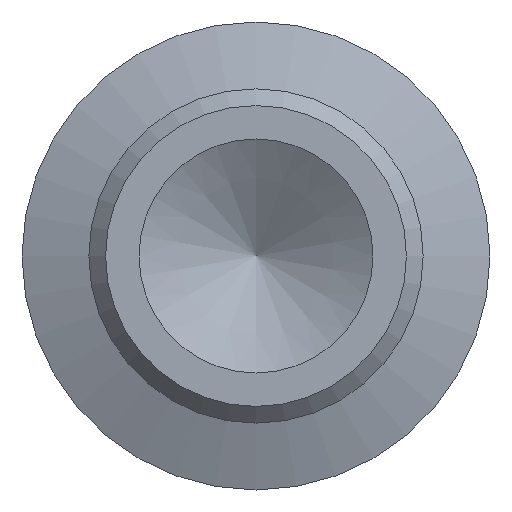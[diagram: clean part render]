
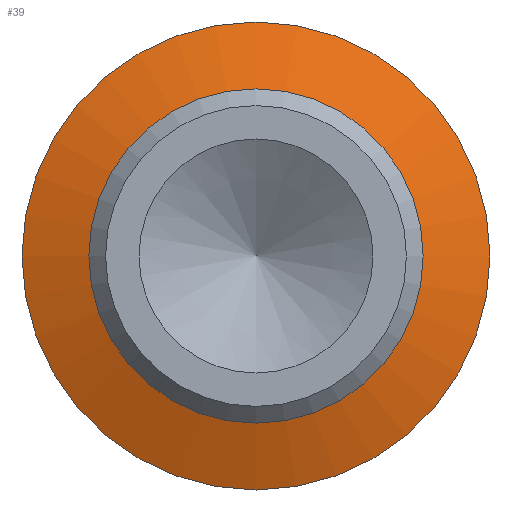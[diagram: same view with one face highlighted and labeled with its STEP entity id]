
A CAD part, front view. The second image highlights one B-rep face of the part: STEP entity #39.
In plain terms, the highlighted conical face has half-angle 70 degrees and reference radius 5 mm.
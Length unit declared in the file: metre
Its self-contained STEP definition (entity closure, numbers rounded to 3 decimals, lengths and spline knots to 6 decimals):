
#39 = ADVANCED_FACE( 'NONE', ( #80, #81 ), #82, .T. );
#80 = FACE_OUTER_BOUND( '', #122, .T. );
#81 = FACE_BOUND( '', #123, .T. );
#82 = CONICAL_SURFACE( '', #124, 0.005, 1.222 );
#122 = EDGE_LOOP( '', ( #164 ) );
#123 = EDGE_LOOP( '', ( #165 ) );
#124 = AXIS2_PLACEMENT_3D( '', #166, #167, #168 );
#164 = ORIENTED_EDGE( '', *, *, #199, .T. );
#165 = ORIENTED_EDGE( '', *, *, #208, .F. );
#166 = CARTESIAN_POINT( '', ( 0., 0.022, 0. ) );
#167 = DIRECTION( '', ( 0., 1., 0. ) );
#168 = DIRECTION( '', ( 0., 0., 1. ) );
#199 = EDGE_CURVE( 'NONE', #217, #217, #218, .T. );
#208 = EDGE_CURVE( 'NONE', #232, #232, #233, .T. );
#217 = VERTEX_POINT( '', #242 );
#218 = CIRCLE( '', #243, 0.007 );
#232 = VERTEX_POINT( '', #257 );
#233 = CIRCLE( '', #258, 0.005 );
#242 = CARTESIAN_POINT( '', ( 0., 0.022728, -0.007 ) );
#243 = AXIS2_PLACEMENT_3D( '', #266, #267, #268 );
#257 = CARTESIAN_POINT( '', ( 0., 0.022, -0.005 ) );
#258 = AXIS2_PLACEMENT_3D( '', #284, #285, #286 );
#266 = CARTESIAN_POINT( '', ( 0., 0.022728, 0. ) );
#267 = DIRECTION( '', ( 0., -1., 0. ) );
#268 = DIRECTION( '', ( 0., 0., -1. ) );
#284 = CARTESIAN_POINT( '', ( 0., 0.022, 0. ) );
#285 = DIRECTION( '', ( 0., -1., 0. ) );
#286 = DIRECTION( '', ( 0., 0., -1. ) );
